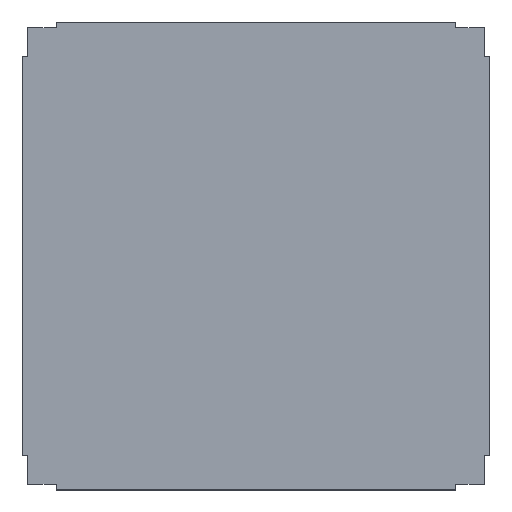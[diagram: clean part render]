
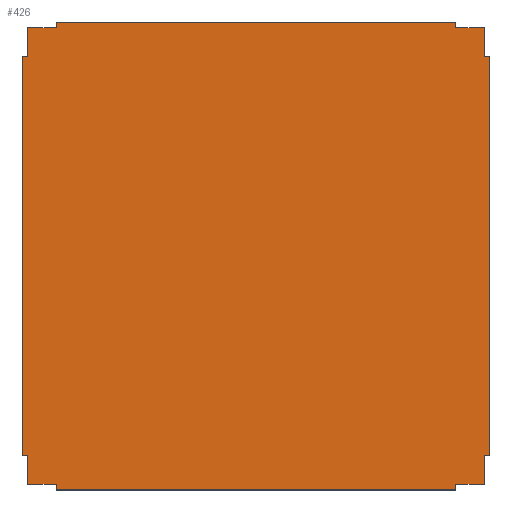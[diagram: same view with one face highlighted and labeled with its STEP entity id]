
A CAD part, top view. The second image highlights one B-rep face of the part: STEP entity #426.
In plain terms, the highlighted planar face has unit normal (0, 0, 1).
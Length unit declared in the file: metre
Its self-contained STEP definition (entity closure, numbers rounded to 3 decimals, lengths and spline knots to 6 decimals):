
#44=ORIENTED_EDGE('',*,*,#150,.F.);
#45=ORIENTED_EDGE('',*,*,#138,.F.);
#46=ORIENTED_EDGE('',*,*,#160,.T.);
#47=ORIENTED_EDGE('',*,*,#161,.T.);
#48=ORIENTED_EDGE('',*,*,#162,.F.);
#49=ORIENTED_EDGE('',*,*,#153,.F.);
#50=ORIENTED_EDGE('',*,*,#146,.F.);
#51=ORIENTED_EDGE('',*,*,#163,.T.);
#52=ORIENTED_EDGE('',*,*,#164,.T.);
#53=ORIENTED_EDGE('',*,*,#165,.T.);
#54=ORIENTED_EDGE('',*,*,#156,.F.);
#55=ORIENTED_EDGE('',*,*,#134,.F.);
#56=ORIENTED_EDGE('',*,*,#166,.T.);
#57=ORIENTED_EDGE('',*,*,#167,.F.);
#58=ORIENTED_EDGE('',*,*,#168,.F.);
#59=ORIENTED_EDGE('',*,*,#159,.F.);
#60=ORIENTED_EDGE('',*,*,#142,.F.);
#61=ORIENTED_EDGE('',*,*,#169,.F.);
#62=ORIENTED_EDGE('',*,*,#170,.F.);
#63=ORIENTED_EDGE('',*,*,#171,.F.);
#134=EDGE_CURVE('',#194,#195,#234,.T.);
#138=EDGE_CURVE('',#198,#199,#238,.T.);
#142=EDGE_CURVE('',#202,#203,#242,.T.);
#146=EDGE_CURVE('',#206,#207,#246,.T.);
#150=EDGE_CURVE('',#199,#209,#250,.T.);
#153=EDGE_CURVE('',#207,#211,#253,.T.);
#156=EDGE_CURVE('',#195,#213,#256,.T.);
#159=EDGE_CURVE('',#203,#215,#259,.T.);
#160=EDGE_CURVE('',#198,#216,#260,.T.);
#161=EDGE_CURVE('',#216,#217,#261,.T.);
#162=EDGE_CURVE('',#211,#217,#262,.T.);
#163=EDGE_CURVE('',#206,#218,#263,.T.);
#164=EDGE_CURVE('',#218,#219,#264,.T.);
#165=EDGE_CURVE('',#219,#213,#265,.T.);
#166=EDGE_CURVE('',#194,#220,#266,.T.);
#167=EDGE_CURVE('',#221,#220,#267,.T.);
#168=EDGE_CURVE('',#215,#221,#268,.T.);
#169=EDGE_CURVE('',#222,#202,#269,.T.);
#170=EDGE_CURVE('',#223,#222,#270,.T.);
#171=EDGE_CURVE('',#209,#223,#271,.T.);
#194=VERTEX_POINT('',#587);
#195=VERTEX_POINT('',#589);
#198=VERTEX_POINT('',#596);
#199=VERTEX_POINT('',#598);
#202=VERTEX_POINT('',#605);
#203=VERTEX_POINT('',#607);
#206=VERTEX_POINT('',#614);
#207=VERTEX_POINT('',#616);
#209=VERTEX_POINT('',#621);
#211=VERTEX_POINT('',#627);
#213=VERTEX_POINT('',#633);
#215=VERTEX_POINT('',#639);
#216=VERTEX_POINT('',#644);
#217=VERTEX_POINT('',#646);
#218=VERTEX_POINT('',#649);
#219=VERTEX_POINT('',#651);
#220=VERTEX_POINT('',#654);
#221=VERTEX_POINT('',#656);
#222=VERTEX_POINT('',#659);
#223=VERTEX_POINT('',#661);
#234=LINE('',#588,#294);
#238=LINE('',#597,#298);
#242=LINE('',#606,#302);
#246=LINE('',#615,#306);
#250=LINE('',#623,#310);
#253=LINE('',#629,#313);
#256=LINE('',#635,#316);
#259=LINE('',#641,#319);
#260=LINE('',#643,#320);
#261=LINE('',#645,#321);
#262=LINE('',#647,#322);
#263=LINE('',#648,#323);
#264=LINE('',#650,#324);
#265=LINE('',#652,#325);
#266=LINE('',#653,#326);
#267=LINE('',#655,#327);
#268=LINE('',#657,#328);
#269=LINE('',#658,#329);
#270=LINE('',#660,#330);
#271=LINE('',#662,#331);
#294=VECTOR('',#481,1.);
#298=VECTOR('',#487,1.);
#302=VECTOR('',#493,1.);
#306=VECTOR('',#499,1.);
#310=VECTOR('',#505,1.);
#313=VECTOR('',#510,1.);
#316=VECTOR('',#515,1.);
#319=VECTOR('',#520,1.);
#320=VECTOR('',#523,1.);
#321=VECTOR('',#524,1.);
#322=VECTOR('',#525,1.);
#323=VECTOR('',#526,1.);
#324=VECTOR('',#527,1.);
#325=VECTOR('',#528,1.);
#326=VECTOR('',#529,1.);
#327=VECTOR('',#530,1.);
#328=VECTOR('',#531,1.);
#329=VECTOR('',#532,1.);
#330=VECTOR('',#533,1.);
#331=VECTOR('',#534,1.);
#360=EDGE_LOOP('',(#44,#45,#46,#47,#48,#49,#50,#51,#52,#53,#54,#55,#56,
#57,#58,#59,#60,#61,#62,#63));
#382=FACE_BOUND('',#360,.T.);
#404=PLANE('',#461);
#426=ADVANCED_FACE('',(#382),#404,.T.);
#461=AXIS2_PLACEMENT_3D('',#642,#521,#522);
#481=DIRECTION('',(0.,-1.,0.));
#487=DIRECTION('',(0.,1.,0.));
#493=DIRECTION('',(1.,0.,0.));
#499=DIRECTION('',(-1.,0.,0.));
#505=DIRECTION('',(1.,0.,0.));
#510=DIRECTION('',(0.,1.,0.));
#515=DIRECTION('',(-1.,0.,0.));
#520=DIRECTION('',(0.,-1.,0.));
#521=DIRECTION('',(0.,0.,1.));
#522=DIRECTION('',(1.,0.,0.));
#523=DIRECTION('',(-1.,0.,0.));
#524=DIRECTION('',(0.,-1.,0.));
#525=DIRECTION('',(-1.,0.,0.));
#526=DIRECTION('',(0.,-1.,0.));
#527=DIRECTION('',(1.,0.,0.));
#528=DIRECTION('',(0.,1.,0.));
#529=DIRECTION('',(1.,0.,0.));
#530=DIRECTION('',(0.,-1.,0.));
#531=DIRECTION('',(1.,0.,0.));
#532=DIRECTION('',(0.,-1.,0.));
#533=DIRECTION('',(1.,0.,0.));
#534=DIRECTION('',(0.,1.,0.));
#587=CARTESIAN_POINT('',(0.2,-0.175,0.005));
#588=CARTESIAN_POINT('',(0.2,0.,0.005));
#589=CARTESIAN_POINT('',(0.2,-0.2,0.005));
#596=CARTESIAN_POINT('',(-0.2,0.175,0.005));
#597=CARTESIAN_POINT('',(-0.2,0.,0.005));
#598=CARTESIAN_POINT('',(-0.2,0.2,0.005));
#605=CARTESIAN_POINT('',(0.175,0.2,0.005));
#606=CARTESIAN_POINT('',(0.,0.2,0.005));
#607=CARTESIAN_POINT('',(0.2,0.2,0.005));
#614=CARTESIAN_POINT('',(-0.175,-0.2,0.005));
#615=CARTESIAN_POINT('',(0.,-0.2,0.005));
#616=CARTESIAN_POINT('',(-0.2,-0.2,0.005));
#621=CARTESIAN_POINT('',(-0.175,0.2,0.005));
#623=CARTESIAN_POINT('',(0.,0.2,0.005));
#627=CARTESIAN_POINT('',(-0.2,-0.175,0.005));
#629=CARTESIAN_POINT('',(-0.2,0.,0.005));
#633=CARTESIAN_POINT('',(0.175,-0.2,0.005));
#635=CARTESIAN_POINT('',(0.,-0.2,0.005));
#639=CARTESIAN_POINT('',(0.2,0.175,0.005));
#641=CARTESIAN_POINT('',(0.2,0.,0.005));
#642=CARTESIAN_POINT('',(0.,0.,0.005));
#643=CARTESIAN_POINT('',(-0.2025,0.175,0.005));
#644=CARTESIAN_POINT('',(-0.205,0.175,0.005));
#645=CARTESIAN_POINT('',(-0.205,0.,0.005));
#646=CARTESIAN_POINT('',(-0.205,-0.175,0.005));
#647=CARTESIAN_POINT('',(-0.2025,-0.175,0.005));
#648=CARTESIAN_POINT('',(-0.175,-0.2025,0.005));
#649=CARTESIAN_POINT('',(-0.175,-0.205,0.005));
#650=CARTESIAN_POINT('',(0.,-0.205,0.005));
#651=CARTESIAN_POINT('',(0.175,-0.205,0.005));
#652=CARTESIAN_POINT('',(0.175,-0.2025,0.005));
#653=CARTESIAN_POINT('',(0.2025,-0.175,0.005));
#654=CARTESIAN_POINT('',(0.205,-0.175,0.005));
#655=CARTESIAN_POINT('',(0.205,0.,0.005));
#656=CARTESIAN_POINT('',(0.205,0.175,0.005));
#657=CARTESIAN_POINT('',(0.2025,0.175,0.005));
#658=CARTESIAN_POINT('',(0.175,0.2025,0.005));
#659=CARTESIAN_POINT('',(0.175,0.205,0.005));
#660=CARTESIAN_POINT('',(0.,0.205,0.005));
#661=CARTESIAN_POINT('',(-0.175,0.205,0.005));
#662=CARTESIAN_POINT('',(-0.175,0.2025,0.005));
